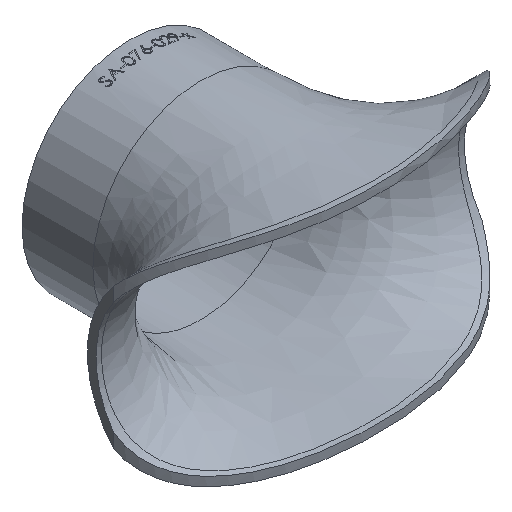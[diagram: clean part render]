
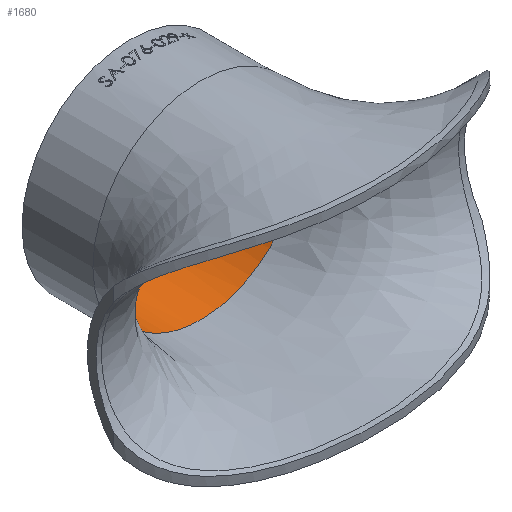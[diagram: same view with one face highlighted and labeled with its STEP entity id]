
A CAD part, isometric view. The second image highlights one B-rep face of the part: STEP entity #1680.
In plain terms, the highlighted cylindrical face has radius 35.05 mm (diameter 70.1 mm), a full revolution.
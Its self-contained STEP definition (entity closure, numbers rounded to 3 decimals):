
#79 = CYLINDRICAL_SURFACE ( 'NONE', #3210, 35.05 ) ;
#1044 = CARTESIAN_POINT ( 'NONE',  ( -33.815, 63.05, 9.323 ) ) ;
#1123 = CARTESIAN_POINT ( 'NONE',  ( 27.953, 63.05, -21.604 ) ) ;
#1204 = CARTESIAN_POINT ( 'NONE',  ( -33.815, 63.05, -9.323 ) ) ;
#1280 = CARTESIAN_POINT ( 'NONE',  ( -32.739, 63.05, 12.587 ) ) ;
#1680 = ADVANCED_FACE ( 'NONE', ( #12540, #22987 ), #79, .F. ) ;
#2738 = CARTESIAN_POINT ( 'NONE',  ( 30.521, 63.05, 17.826 ) ) ;
#2977 = CARTESIAN_POINT ( 'NONE',  ( 30.521, 63.05, -17.827 ) ) ;
#3057 = CARTESIAN_POINT ( 'NONE',  ( 12.587, 63.05, -32.739 ) ) ;
#3138 = CARTESIAN_POINT ( 'NONE',  ( 33.133, 63.05, -11.515 ) ) ;
#3210 = AXIS2_PLACEMENT_3D ( 'NONE', #6014, #7737, #16969 ) ;
#3998 = DIRECTION ( 'NONE',  ( 0., 1., 0. ) ) ;
#4842 = EDGE_CURVE ( 'NONE', #12854, #12854, #17522, .T. ) ;
#4843 = CARTESIAN_POINT ( 'NONE',  ( 4.765, 63.05, -34.749 ) ) ;
#4924 = CARTESIAN_POINT ( 'NONE',  ( 9.323, 63.05, -33.815 ) ) ;
#5000 = CARTESIAN_POINT ( 'NONE',  ( 2.408, 63.05, -34.988 ) ) ;
#5795 = CARTESIAN_POINT ( 'NONE',  ( 0., 88.05, 0. ) ) ;
#6014 = CARTESIAN_POINT ( 'NONE',  ( 0., 63.05, 0. ) ) ;
#6471 = CARTESIAN_POINT ( 'NONE',  ( 33.133, 63.05, 11.515 ) ) ;
#6633 = CARTESIAN_POINT ( 'NONE',  ( -8.2, 63.05, -34.104 ) ) ;
#6719 = CARTESIAN_POINT ( 'NONE',  ( -34.988, 63.05, -2.408 ) ) ;
#6801 = CARTESIAN_POINT ( 'NONE',  ( -5.921, 63.05, -34.571 ) ) ;
#6886 = CARTESIAN_POINT ( 'NONE',  ( 1.203, 63.05, -35.05 ) ) ;
#7737 = DIRECTION ( 'NONE',  ( 0., 1., 0. ) ) ;
#7811 = EDGE_LOOP ( 'NONE', ( #18927 ) ) ;
#8423 = CARTESIAN_POINT ( 'NONE',  ( -21.604, 63.05, -27.953 ) ) ;
#8580 = CARTESIAN_POINT ( 'NONE',  ( -17.827, 63.05, -30.521 ) ) ;
#8664 = CARTESIAN_POINT ( 'NONE',  ( 21.604, 63.05, -27.953 ) ) ;
#8742 = CARTESIAN_POINT ( 'NONE',  ( -17.826, 63.05, 30.522 ) ) ;
#9212 = CIRCLE ( 'NONE', #23640, 35.05 ) ;
#10191 = CARTESIAN_POINT ( 'NONE',  ( 34.749, 63.05, 4.765 ) ) ;
#10354 = CARTESIAN_POINT ( 'NONE',  ( -2.408, 63.05, -34.988 ) ) ;
#10439 = CARTESIAN_POINT ( 'NONE',  ( -35.05, 63.05, 1.203 ) ) ;
#10517 = CARTESIAN_POINT ( 'NONE',  ( -34.104, 63.05, 8.2 ) ) ;
#11888 = CARTESIAN_POINT ( 'NONE',  ( 17.826, 63.05, 30.522 ) ) ;
#11968 = CARTESIAN_POINT ( 'NONE',  ( 9.445, 63.05, 34.069 ) ) ;
#12050 = CARTESIAN_POINT ( 'NONE',  ( 35.05, 63.05, 1.203 ) ) ;
#12132 = CARTESIAN_POINT ( 'NONE',  ( 33.815, 63.05, -9.323 ) ) ;
#12215 = CARTESIAN_POINT ( 'NONE',  ( -9.323, 63.05, -33.815 ) ) ;
#12294 = CARTESIAN_POINT ( 'NONE',  ( 34.104, 63.05, -8.2 ) ) ;
#12378 = CARTESIAN_POINT ( 'NONE',  ( -33.133, 63.05, 11.515 ) ) ;
#12458 = CARTESIAN_POINT ( 'NONE',  ( 32.739, 63.05, -12.587 ) ) ;
#12540 = FACE_OUTER_BOUND ( 'NONE', #7811, .T. ) ;
#12854 = VERTEX_POINT ( 'NONE', #17773 ) ;
#13848 = CARTESIAN_POINT ( 'NONE',  ( 21.604, 63.05, 27.953 ) ) ;
#13933 = CARTESIAN_POINT ( 'NONE',  ( 35.05, 63.05, -1.203 ) ) ;
#14016 = CARTESIAN_POINT ( 'NONE',  ( -27.953, 63.05, 21.604 ) ) ;
#14095 = CARTESIAN_POINT ( 'NONE',  ( -33.133, 63.05, -11.515 ) ) ;
#14175 = CARTESIAN_POINT ( 'NONE',  ( -34.749, 63.05, 4.765 ) ) ;
#14253 = CARTESIAN_POINT ( 'NONE',  ( -21.604, 63.05, 27.953 ) ) ;
#14288 = CARTESIAN_POINT ( 'NONE',  ( 0., 88.05, 35.05 ) ) ;
#14401 = EDGE_LOOP ( 'NONE', ( #16726 ) ) ;
#15631 = CARTESIAN_POINT ( 'NONE',  ( 27.953, 63.05, 21.604 ) ) ;
#15710 = CARTESIAN_POINT ( 'NONE',  ( 32.739, 63.05, 12.587 ) ) ;
#15871 = CARTESIAN_POINT ( 'NONE',  ( -11.515, 63.05, -33.133 ) ) ;
#15957 = CARTESIAN_POINT ( 'NONE',  ( -34.749, 63.05, -4.765 ) ) ;
#16037 = CARTESIAN_POINT ( 'NONE',  ( 11.515, 63.05, -33.133 ) ) ;
#16114 = CARTESIAN_POINT ( 'NONE',  ( -4.844, 63.05, 35.05 ) ) ;
#16726 = ORIENTED_EDGE ( 'NONE', *, *, #19753, .T. ) ;
#16969 = DIRECTION ( 'NONE',  ( 0., 0., 1. ) ) ;
#16978 = DIRECTION ( 'NONE',  ( 0., 0., 1. ) ) ;
#17208 = VERTEX_POINT ( 'NONE', #14288 ) ;
#17250 = CARTESIAN_POINT ( 'NONE',  ( 34.571, 63.05, 5.921 ) ) ;
#17522 = B_SPLINE_CURVE_WITH_KNOTS ( 'NONE', 3,
 ( #19258, #23004, #11968, #11888, #13848, #15631, #2738, #15710, #6471, #19427, #20962, #17250, #10191, #23169, #12050, #13933, #23250, #23574, #21547, #12294, #12132, #3138, #12458, #2977, #1123, #8664, #17737, #3057, #16037, #4924, #23330, #17894, #4843, #5000, #6886, #23413, #10354, #21464, #6801, #6633, #12215, #15871, #19672, #8580, #8423, #23495, #19510, #17815, #14095, #1204, #19588, #21630, #15957, #6719, #21376, #10439, #19754, #14175, #17976, #10517, #1044, #12378, #1280, #19833, #14016, #14253, #8742, #17655, #16114, #21711 ),
 .UNSPECIFIED., .T., .F.,
 ( 4, 2, 2, 2, 2, 2, 2, 2, 2, 2, 2, 2, 2, 2, 2, 2, 2, 2, 2, 2, 2, 2, 2, 2, 2, 2, 2, 2, 2, 2, 2, 2, 2, 2, 4 ),
 ( 0., 0.062, 0.125, 0.187, 0.203, 0.219, 0.234, 0.25, 0.266, 0.281, 0.297, 0.313, 0.375, 0.438, 0.453, 0.469, 0.484, 0.5, 0.516, 0.531, 0.547, 0.563, 0.625, 0.687, 0.703, 0.719, 0.734, 0.75, 0.766, 0.781, 0.797, 0.812, 0.875, 0.937, 1. ),
 .UNSPECIFIED. ) ;
#17655 = CARTESIAN_POINT ( 'NONE',  ( -9.445, 63.05, 34.069 ) ) ;
#17737 = CARTESIAN_POINT ( 'NONE',  ( 17.827, 63.05, -30.521 ) ) ;
#17773 = CARTESIAN_POINT ( 'NONE',  ( 0., 63.05, 35.05 ) ) ;
#17815 = CARTESIAN_POINT ( 'NONE',  ( -32.739, 63.05, -12.587 ) ) ;
#17894 = CARTESIAN_POINT ( 'NONE',  ( 5.921, 63.05, -34.571 ) ) ;
#17976 = CARTESIAN_POINT ( 'NONE',  ( -34.571, 63.05, 5.921 ) ) ;
#18927 = ORIENTED_EDGE ( 'NONE', *, *, #4842, .F. ) ;
#19258 = CARTESIAN_POINT ( 'NONE',  ( 0., 63.05, 35.05 ) ) ;
#19427 = CARTESIAN_POINT ( 'NONE',  ( 33.815, 63.05, 9.323 ) ) ;
#19510 = CARTESIAN_POINT ( 'NONE',  ( -30.521, 63.05, -17.827 ) ) ;
#19588 = CARTESIAN_POINT ( 'NONE',  ( -34.104, 63.05, -8.2 ) ) ;
#19672 = CARTESIAN_POINT ( 'NONE',  ( -12.587, 63.05, -32.739 ) ) ;
#19753 = EDGE_CURVE ( 'NONE', #17208, #17208, #9212, .T. ) ;
#19754 = CARTESIAN_POINT ( 'NONE',  ( -34.988, 63.05, 2.408 ) ) ;
#19833 = CARTESIAN_POINT ( 'NONE',  ( -30.521, 63.05, 17.826 ) ) ;
#20962 = CARTESIAN_POINT ( 'NONE',  ( 34.104, 63.05, 8.2 ) ) ;
#21376 = CARTESIAN_POINT ( 'NONE',  ( -35.05, 63.05, -1.203 ) ) ;
#21464 = CARTESIAN_POINT ( 'NONE',  ( -4.765, 63.05, -34.749 ) ) ;
#21547 = CARTESIAN_POINT ( 'NONE',  ( 34.571, 63.05, -5.92 ) ) ;
#21630 = CARTESIAN_POINT ( 'NONE',  ( -34.571, 63.05, -5.92 ) ) ;
#21711 = CARTESIAN_POINT ( 'NONE',  ( 0., 63.05, 35.05 ) ) ;
#22987 = FACE_OUTER_BOUND ( 'NONE', #14401, .T. ) ;
#23004 = CARTESIAN_POINT ( 'NONE',  ( 4.844, 63.05, 35.05 ) ) ;
#23169 = CARTESIAN_POINT ( 'NONE',  ( 34.988, 63.05, 2.408 ) ) ;
#23250 = CARTESIAN_POINT ( 'NONE',  ( 34.988, 63.05, -2.408 ) ) ;
#23330 = CARTESIAN_POINT ( 'NONE',  ( 8.2, 63.05, -34.104 ) ) ;
#23413 = CARTESIAN_POINT ( 'NONE',  ( -1.203, 63.05, -35.05 ) ) ;
#23495 = CARTESIAN_POINT ( 'NONE',  ( -27.953, 63.05, -21.604 ) ) ;
#23574 = CARTESIAN_POINT ( 'NONE',  ( 34.749, 63.05, -4.765 ) ) ;
#23640 = AXIS2_PLACEMENT_3D ( 'NONE', #5795, #3998, #16978 ) ;
